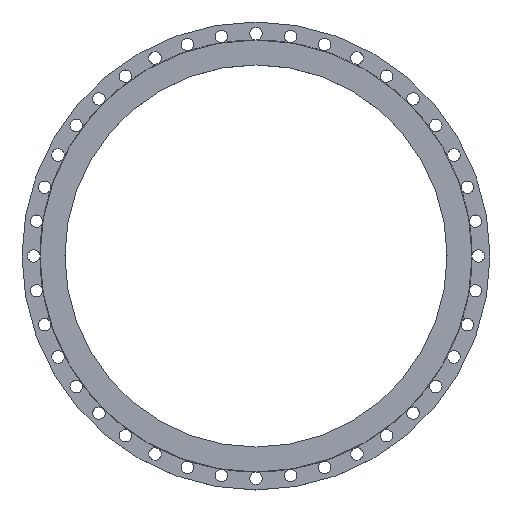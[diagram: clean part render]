
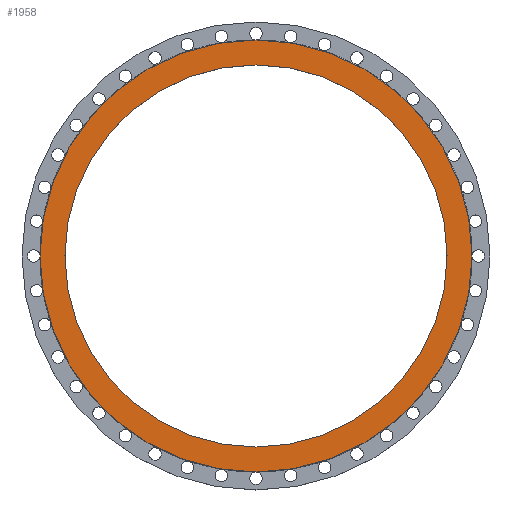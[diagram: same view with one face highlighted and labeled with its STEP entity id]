
A CAD part, top view. The second image highlights one B-rep face of the part: STEP entity #1958.
In plain terms, the highlighted planar face has unit normal (0, 0, 1).
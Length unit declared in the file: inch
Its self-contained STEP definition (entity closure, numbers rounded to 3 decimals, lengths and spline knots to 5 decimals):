
#37 = DIRECTION ( 'NONE',  ( 1., 0., 0. ) ) ;
#101 = AXIS2_PLACEMENT_3D ( 'NONE', #3775, #3236, #37 ) ;
#136 = DIRECTION ( 'NONE',  ( 0., 0., 1. ) ) ;
#261 = EDGE_CURVE ( 'NONE', #2540, #571, #2722, .T. ) ;
#366 = DIRECTION ( 'NONE',  ( 0., 0., 1. ) ) ;
#450 = CARTESIAN_POINT ( 'NONE',  ( 17.25, 0., 0. ) ) ;
#500 = ORIENTED_EDGE ( 'NONE', *, *, #2375, .T. ) ;
#571 = VERTEX_POINT ( 'NONE', #3230 ) ;
#582 = CIRCLE ( 'NONE', #4066, 19.5 ) ;
#936 = DIRECTION ( 'NONE',  ( -1., 0., 0. ) ) ;
#1105 = DIRECTION ( 'NONE',  ( 1., 0., 0. ) ) ;
#1124 = VERTEX_POINT ( 'NONE', #1983 ) ;
#1174 = VERTEX_POINT ( 'NONE', #1696 ) ;
#1193 = EDGE_LOOP ( 'NONE', ( #2105, #1808 ) ) ;
#1294 = CARTESIAN_POINT ( 'NONE',  ( 0., 0., 0. ) ) ;
#1524 = CARTESIAN_POINT ( 'NONE',  ( 0., 17.25, 0. ) ) ;
#1568 = FACE_OUTER_BOUND ( 'NONE', #1658, .T. ) ;
#1612 = CIRCLE ( 'NONE', #3917, 17.25 ) ;
#1658 = EDGE_LOOP ( 'NONE', ( #500, #2866 ) ) ;
#1696 = CARTESIAN_POINT ( 'NONE',  ( -19.5, 0., 0. ) ) ;
#1761 = DIRECTION ( 'NONE',  ( 1., 0., 0. ) ) ;
#1808 = ORIENTED_EDGE ( 'NONE', *, *, #2521, .F. ) ;
#1958 = ADVANCED_FACE ( 'NONE', ( #3765, #1568 ), #4067, .F. ) ;
#1983 = CARTESIAN_POINT ( 'NONE',  ( 19.5, 0., 0. ) ) ;
#2105 = ORIENTED_EDGE ( 'NONE', *, *, #261, .F. ) ;
#2136 = AXIS2_PLACEMENT_3D ( 'NONE', #3621, #3264, #1761 ) ;
#2375 = EDGE_CURVE ( 'NONE', #1124, #1174, #3000, .T. ) ;
#2521 = EDGE_CURVE ( 'NONE', #571, #2540, #1612, .T. ) ;
#2540 = VERTEX_POINT ( 'NONE', #450 ) ;
#2722 = CIRCLE ( 'NONE', #2136, 17.25 ) ;
#2790 = DIRECTION ( 'NONE',  ( 0., 0., -1. ) ) ;
#2866 = ORIENTED_EDGE ( 'NONE', *, *, #3805, .T. ) ;
#2879 = DIRECTION ( 'NONE',  ( 1., 0., 0. ) ) ;
#2967 = CARTESIAN_POINT ( 'NONE',  ( 0., 0., 0. ) ) ;
#3000 = CIRCLE ( 'NONE', #101, 19.5 ) ;
#3230 = CARTESIAN_POINT ( 'NONE',  ( -17.25, 0., 0. ) ) ;
#3236 = DIRECTION ( 'NONE',  ( 0., 0., 1. ) ) ;
#3264 = DIRECTION ( 'NONE',  ( 0., 0., 1. ) ) ;
#3409 = AXIS2_PLACEMENT_3D ( 'NONE', #1524, #2790, #936 ) ;
#3621 = CARTESIAN_POINT ( 'NONE',  ( 0., 0., 0. ) ) ;
#3765 = FACE_BOUND ( 'NONE', #1193, .T. ) ;
#3775 = CARTESIAN_POINT ( 'NONE',  ( 0., 0., 0. ) ) ;
#3805 = EDGE_CURVE ( 'NONE', #1174, #1124, #582, .T. ) ;
#3917 = AXIS2_PLACEMENT_3D ( 'NONE', #2967, #136, #1105 ) ;
#4066 = AXIS2_PLACEMENT_3D ( 'NONE', #1294, #366, #2879 ) ;
#4067 = PLANE ( 'NONE',  #3409 ) ;
